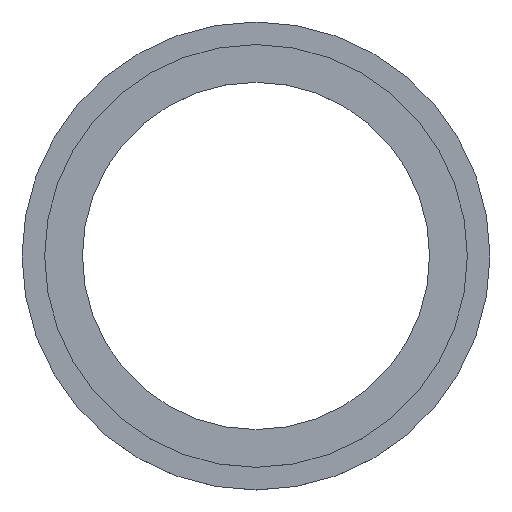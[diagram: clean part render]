
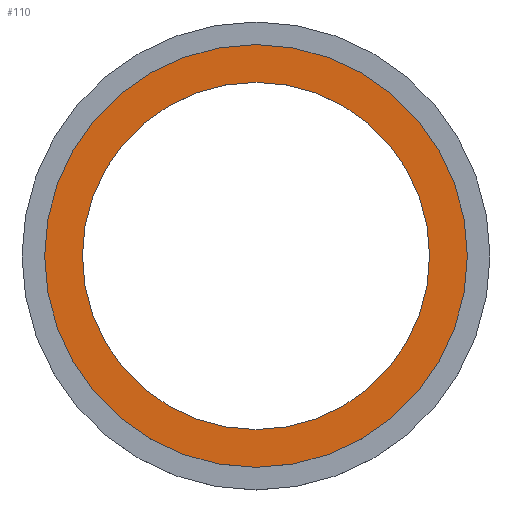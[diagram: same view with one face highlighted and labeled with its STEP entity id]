
A CAD part, top view. The second image highlights one B-rep face of the part: STEP entity #110.
In plain terms, the highlighted planar face has unit normal (0, 0, 1).
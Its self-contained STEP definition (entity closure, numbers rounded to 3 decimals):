
#28=FACE_BOUND('',#44,.T.);
#34=FACE_OUTER_BOUND('',#43,.T.);
#43=EDGE_LOOP('',(#89));
#44=EDGE_LOOP('',(#90));
#53=CIRCLE('',#133,11.5);
#54=CIRCLE('',#135,14.);
#61=VERTEX_POINT('',#190);
#62=VERTEX_POINT('',#194);
#69=EDGE_CURVE('',#61,#61,#53,.T.);
#71=EDGE_CURVE('',#62,#62,#54,.T.);
#89=ORIENTED_EDGE('',*,*,#71,.T.);
#90=ORIENTED_EDGE('',*,*,#69,.T.);
#104=PLANE('',#137);
#110=ADVANCED_FACE('',(#34,#28),#104,.T.);
#133=AXIS2_PLACEMENT_3D('',#191,#155,#156);
#135=AXIS2_PLACEMENT_3D('',#195,#160,#161);
#137=AXIS2_PLACEMENT_3D('',#199,#165,#166);
#155=DIRECTION('center_axis',(0.,0.,-1.));
#156=DIRECTION('ref_axis',(-1.,0.,0.));
#160=DIRECTION('center_axis',(0.,0.,1.));
#161=DIRECTION('ref_axis',(-1.,0.,0.));
#165=DIRECTION('center_axis',(0.,0.,1.));
#166=DIRECTION('ref_axis',(-1.,0.,0.));
#190=CARTESIAN_POINT('',(11.5,0.,2.));
#191=CARTESIAN_POINT('Origin',(0.,0.,2.));
#194=CARTESIAN_POINT('',(14.,0.,2.));
#195=CARTESIAN_POINT('Origin',(0.,0.,2.));
#199=CARTESIAN_POINT('Origin',(0.,0.,2.));
